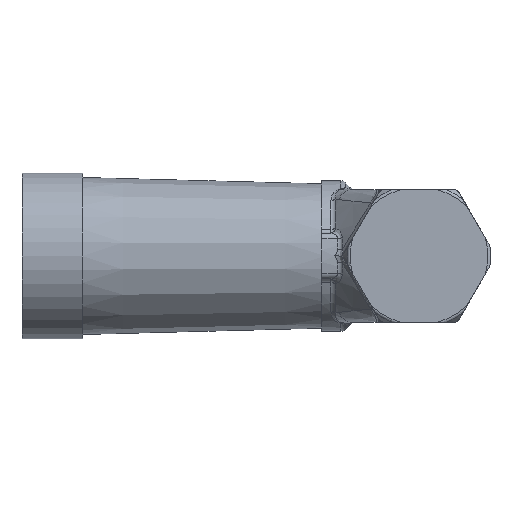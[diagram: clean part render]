
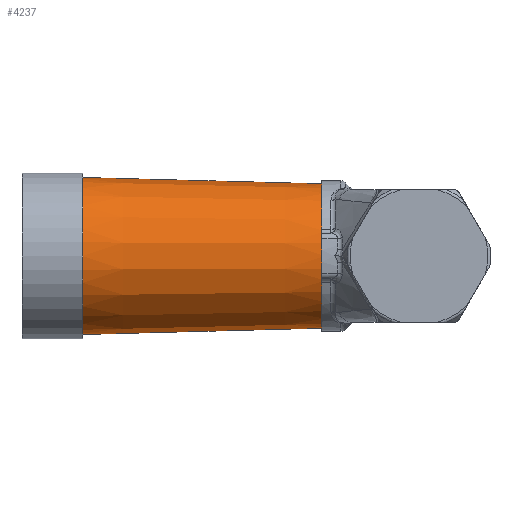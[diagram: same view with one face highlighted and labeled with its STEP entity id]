
A CAD part, left-side view. The second image highlights one B-rep face of the part: STEP entity #4237.
In plain terms, the highlighted conical face has half-angle 1.5 degrees and reference radius 22 mm.
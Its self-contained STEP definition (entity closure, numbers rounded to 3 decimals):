
#207=CONICAL_SURFACE('',#4660,22.,0.026);
#388=CIRCLE('',#4659,22.);
#389=CIRCLE('',#4661,23.938);
#1960=ORIENTED_EDGE('',*,*,#2635,.T.);
#1961=ORIENTED_EDGE('',*,*,#2634,.F.);
#2634=EDGE_CURVE('',#3026,#3026,#388,.T.);
#2635=EDGE_CURVE('',#3027,#3027,#389,.T.);
#3026=VERTEX_POINT('',#9795);
#3027=VERTEX_POINT('',#9798);
#3598=EDGE_LOOP('',(#1960));
#3599=EDGE_LOOP('',(#1961));
#3897=FACE_BOUND('',#3598,.T.);
#3898=FACE_BOUND('',#3599,.T.);
#4237=ADVANCED_FACE('',(#3897,#3898),#207,.T.);
#4659=AXIS2_PLACEMENT_3D('',#9794,#5546,#5547);
#4660=AXIS2_PLACEMENT_3D('',#9796,#5548,#5549);
#4661=AXIS2_PLACEMENT_3D('',#9797,#5550,#5551);
#5546=DIRECTION('',(0.,-1.,0.));
#5547=DIRECTION('',(0.,0.,1.));
#5548=DIRECTION('',(0.,1.,0.));
#5549=DIRECTION('',(0.,0.,-1.));
#5550=DIRECTION('',(0.,-1.,0.));
#5551=DIRECTION('',(0.,0.,1.));
#9794=CARTESIAN_POINT('',(0.,22.5,0.));
#9795=CARTESIAN_POINT('',(0.,22.5,22.));
#9796=CARTESIAN_POINT('',(0.,22.5,0.));
#9797=CARTESIAN_POINT('',(0.,96.5,0.));
#9798=CARTESIAN_POINT('',(0.,96.5,23.938));
